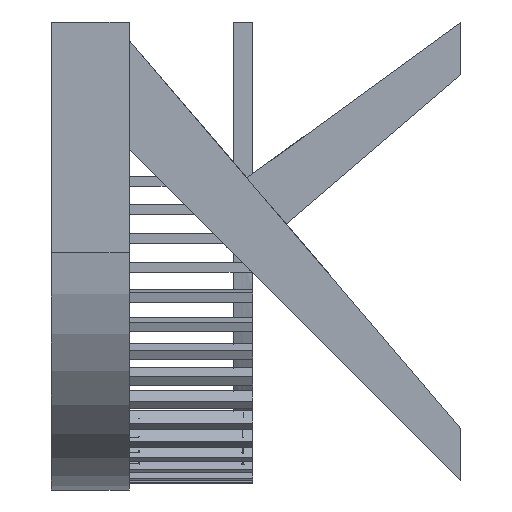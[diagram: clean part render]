
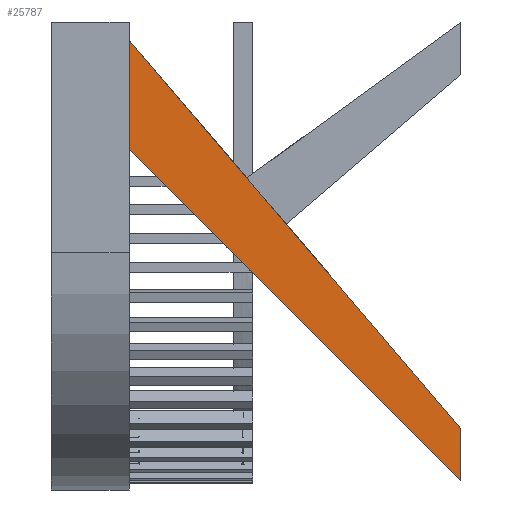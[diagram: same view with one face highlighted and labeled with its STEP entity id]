
A CAD part, left-side view. The second image highlights one B-rep face of the part: STEP entity #25787.
In plain terms, the highlighted planar face has unit normal (-1, 0, 0).
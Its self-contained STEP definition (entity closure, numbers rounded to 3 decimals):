
#1405 = CARTESIAN_POINT ( 'NONE',  ( -710., 0., -350.8 ) ) ;
#5188 = ORIENTED_EDGE ( 'NONE', *, *, #16734, .F. ) ;
#5462 = CARTESIAN_POINT ( 'NONE',  ( -710., 510., 159.2 ) ) ;
#6584 = EDGE_CURVE ( 'NONE', #55988, #49376, #20194, .T. ) ;
#12546 = ORIENTED_EDGE ( 'NONE', *, *, #6584, .F. ) ;
#14887 = CARTESIAN_POINT ( 'NONE',  ( -710., 0., -270.133 ) ) ;
#15570 = DIRECTION ( 'NONE',  ( 0., 0.707, 0.707 ) ) ;
#16734 = EDGE_CURVE ( 'NONE', #49376, #17144, #51651, .T. ) ;
#17144 = VERTEX_POINT ( 'NONE', #58721 ) ;
#18020 = VECTOR ( 'NONE', #30242, 1000. ) ;
#20194 = LINE ( 'NONE', #5462, #27453 ) ;
#22929 = VECTOR ( 'NONE', #31285, 1000. ) ;
#25787 = ADVANCED_FACE ( 'NONE', ( #38489 ), #28331, .F. ) ;
#26414 = ORIENTED_EDGE ( 'NONE', *, *, #47529, .F. ) ;
#27453 = VECTOR ( 'NONE', #15570, 1000. ) ;
#28331 = PLANE ( 'NONE',  #39780 ) ;
#29192 = CARTESIAN_POINT ( 'NONE',  ( -710., 510., 159.2 ) ) ;
#30164 = EDGE_CURVE ( 'NONE', #17144, #48800, #45726, .T. ) ;
#30242 = DIRECTION ( 'NONE',  ( 0., 0., -1. ) ) ;
#30419 = ORIENTED_EDGE ( 'NONE', *, *, #30164, .F. ) ;
#31285 = DIRECTION ( 'NONE',  ( 0., -0.649, -0.76 ) ) ;
#38489 = FACE_OUTER_BOUND ( 'NONE', #54704, .T. ) ;
#39780 = AXIS2_PLACEMENT_3D ( 'NONE', #14887, #46768, #55974 ) ;
#42179 = CARTESIAN_POINT ( 'NONE',  ( -710., 510., 327. ) ) ;
#45726 = LINE ( 'NONE', #59553, #22929 ) ;
#46768 = DIRECTION ( 'NONE',  ( 1., 0., 0. ) ) ;
#47529 = EDGE_CURVE ( 'NONE', #48800, #55988, #57879, .T. ) ;
#48662 = CARTESIAN_POINT ( 'NONE',  ( -710., 0., -350.8 ) ) ;
#48800 = VERTEX_POINT ( 'NONE', #59437 ) ;
#49376 = VERTEX_POINT ( 'NONE', #29192 ) ;
#51651 = LINE ( 'NONE', #42179, #56101 ) ;
#54704 = EDGE_LOOP ( 'NONE', ( #26414, #30419, #5188, #12546 ) ) ;
#55974 = DIRECTION ( 'NONE',  ( 0., 0., -1. ) ) ;
#55988 = VERTEX_POINT ( 'NONE', #1405 ) ;
#56101 = VECTOR ( 'NONE', #59988, 1000. ) ;
#57879 = LINE ( 'NONE', #48662, #18020 ) ;
#58721 = CARTESIAN_POINT ( 'NONE',  ( -710., 510., 327. ) ) ;
#59437 = CARTESIAN_POINT ( 'NONE',  ( -710., 0., -270.133 ) ) ;
#59553 = CARTESIAN_POINT ( 'NONE',  ( -710., 0., -270.133 ) ) ;
#59988 = DIRECTION ( 'NONE',  ( 0., 0., 1. ) ) ;
